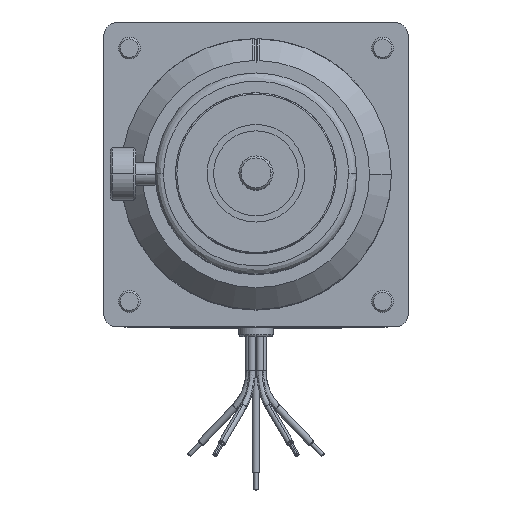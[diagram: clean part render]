
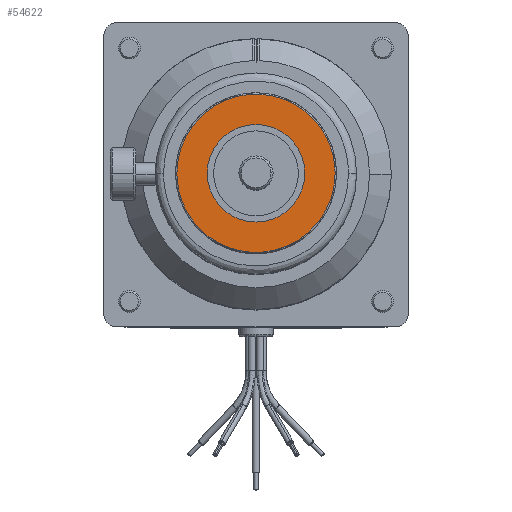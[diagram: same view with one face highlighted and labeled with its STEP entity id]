
A CAD part, top view. The second image highlights one B-rep face of the part: STEP entity #54622.
In plain terms, the highlighted planar face has unit normal (0, 0, 1).
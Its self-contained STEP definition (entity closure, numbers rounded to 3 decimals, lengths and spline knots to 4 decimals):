
#2333 = CARTESIAN_POINT ( 'NONE',  ( -1.4732, 2.9464, 0. ) ) ;
#2334 = CARTESIAN_POINT ( 'NONE',  ( 1.4732, 2.9464, 0. ) ) ;
#2342 = CARTESIAN_POINT ( 'NONE',  ( -1.4732, 0., 0. ) ) ;
#2344 = CARTESIAN_POINT ( 'NONE',  ( 1.4732, 0., 0. ) ) ;
#6988 =( BOUNDED_CURVE ( )  B_SPLINE_CURVE ( 3, ( #2342, #2333, #2334, #2344 ),
 .UNSPECIFIED., .F., .T. ) 
 B_SPLINE_CURVE_WITH_KNOTS ( ( 4, 4 ),
 ( 0., 0.5 ),
 .UNSPECIFIED. ) 
 CURVE ( )  GEOMETRIC_REPRESENTATION_ITEM ( )  RATIONAL_B_SPLINE_CURVE ( ( 1., 0.333, 0.333, 1. ) ) 
 REPRESENTATION_ITEM ( '' )  );
#8311 =( BOUNDED_CURVE ( )  B_SPLINE_CURVE ( 3, ( #106742, #106737, #106746, #106747 ),
 .UNSPECIFIED., .F., .F. ) 
 B_SPLINE_CURVE_WITH_KNOTS ( ( 4, 4 ),
 ( 0.5, 1. ),
 .UNSPECIFIED. ) 
 CURVE ( )  GEOMETRIC_REPRESENTATION_ITEM ( )  RATIONAL_B_SPLINE_CURVE ( ( 1., 0.333, 0.333, 1. ) ) 
 REPRESENTATION_ITEM ( '' )  );
#14823 = CARTESIAN_POINT ( 'NONE',  ( -0.8522, 0., 0. ) ) ;
#14826 = PLANE ( 'NONE',  #33291 ) ;
#14828 = DIRECTION ( 'NONE',  ( 0., 0., 1. ) ) ;
#14829 = DIRECTION ( 'NONE',  ( 1., 0., 0. ) ) ;
#24779 = CARTESIAN_POINT ( 'NONE',  ( -0.908, 0., 0. ) ) ;
#26747 = CARTESIAN_POINT ( 'NONE',  ( 0.908, 0., 0. ) ) ;
#27269 = EDGE_CURVE ( 'NONE', #115151, #114144, #130092, .T. ) ;
#28217 = EDGE_CURVE ( 'NONE', #83504, #83566, #6988, .T. ) ;
#29922 = EDGE_LOOP ( 'NONE', ( #65322, #65318 ) ) ;
#30206 = EDGE_LOOP ( 'NONE', ( #65327, #65324 ) ) ;
#33291 = AXIS2_PLACEMENT_3D ( 'NONE', #14823, #14828, #14829 ) ;
#34378 = CARTESIAN_POINT ( 'NONE',  ( -1.4732, 0., 0. ) ) ;
#34484 = CARTESIAN_POINT ( 'NONE',  ( 1.4732, 0., 0. ) ) ;
#39833 = CARTESIAN_POINT ( 'NONE',  ( 0., 0., 0. ) ) ;
#39835 = DIRECTION ( 'NONE',  ( 0., 0., -1. ) ) ;
#39837 = DIRECTION ( 'NONE',  ( -1., 0., 0. ) ) ;
#54622 = ADVANCED_FACE ( 'NONE', ( #65015, #65038 ), #14826, .T. ) ;
#65015 = FACE_OUTER_BOUND ( 'NONE', #30206, .T. ) ;
#65038 = FACE_BOUND ( 'NONE', #29922, .T. ) ;
#65318 = ORIENTED_EDGE ( 'NONE', *, *, #27269, .T. ) ;
#65322 = ORIENTED_EDGE ( 'NONE', *, *, #107291, .T. ) ;
#65324 = ORIENTED_EDGE ( 'NONE', *, *, #107672, .F. ) ;
#65327 = ORIENTED_EDGE ( 'NONE', *, *, #28217, .F. ) ;
#75874 = CIRCLE ( 'NONE', #81660, 0.908 ) ;
#81660 = AXIS2_PLACEMENT_3D ( 'NONE', #39833, #39835, #39837 ) ;
#83504 = VERTEX_POINT ( 'NONE', #34378 ) ;
#83566 = VERTEX_POINT ( 'NONE', #34484 ) ;
#97631 = AXIS2_PLACEMENT_3D ( 'NONE', #131495, #131496, #131497 ) ;
#106737 = CARTESIAN_POINT ( 'NONE',  ( 1.4732, -2.9464, 0. ) ) ;
#106742 = CARTESIAN_POINT ( 'NONE',  ( 1.4732, 0., 0. ) ) ;
#106746 = CARTESIAN_POINT ( 'NONE',  ( -1.4732, -2.9464, 0. ) ) ;
#106747 = CARTESIAN_POINT ( 'NONE',  ( -1.4732, 0., 0. ) ) ;
#107291 = EDGE_CURVE ( 'NONE', #114144, #115151, #75874, .T. ) ;
#107672 = EDGE_CURVE ( 'NONE', #83566, #83504, #8311, .T. ) ;
#114144 = VERTEX_POINT ( 'NONE', #24779 ) ;
#115151 = VERTEX_POINT ( 'NONE', #26747 ) ;
#130092 = CIRCLE ( 'NONE', #97631, 0.908 ) ;
#131495 = CARTESIAN_POINT ( 'NONE',  ( 0., 0., 0. ) ) ;
#131496 = DIRECTION ( 'NONE',  ( 0., 0., -1. ) ) ;
#131497 = DIRECTION ( 'NONE',  ( -1., 0., 0. ) ) ;
